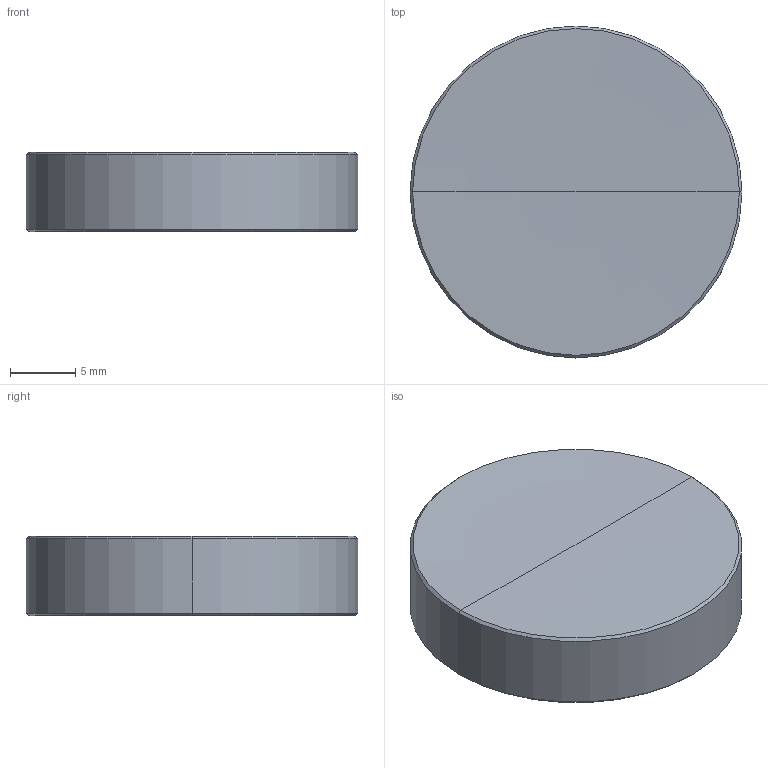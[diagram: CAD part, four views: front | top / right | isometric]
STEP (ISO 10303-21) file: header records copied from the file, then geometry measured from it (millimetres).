
FILE_DESCRIPTION (( 'STEP AP203' ), '1' );
FILE_NAME ('TTN153306-E0W.STEP', '2018-12-17T20:36:38', ( '' ), ( '' ), 'SwSTEP 2.0', 'SolidWorks 2018', '' );
FILE_SCHEMA (( 'CONFIG_CONTROL_DESIGN' ));
Length unit declared in the file: millimetre
Products named in the file (1): TTN153306-E0W
Bounding box: 25.4 x 25.4 x 6.08 mm (x, y, z)
Volume: 3057.5 mm3; surface area: 1479.7 mm2
Topology: 1 solids, 1 shells, 41 faces, 299 edges, 290 vertices
Faces by surface type: plane 33, cone 4, cylinder 2, torus 2
Entity records: 4256 total; most frequent: CARTESIAN_POINT 2001, ORIENTED_EDGE 594, EDGE_CURVE 297, VERTEX_POINT 290, DIRECTION 260, LINE 156, VECTOR 156, B_SPLINE_CURVE_WITH_KNOTS 131
